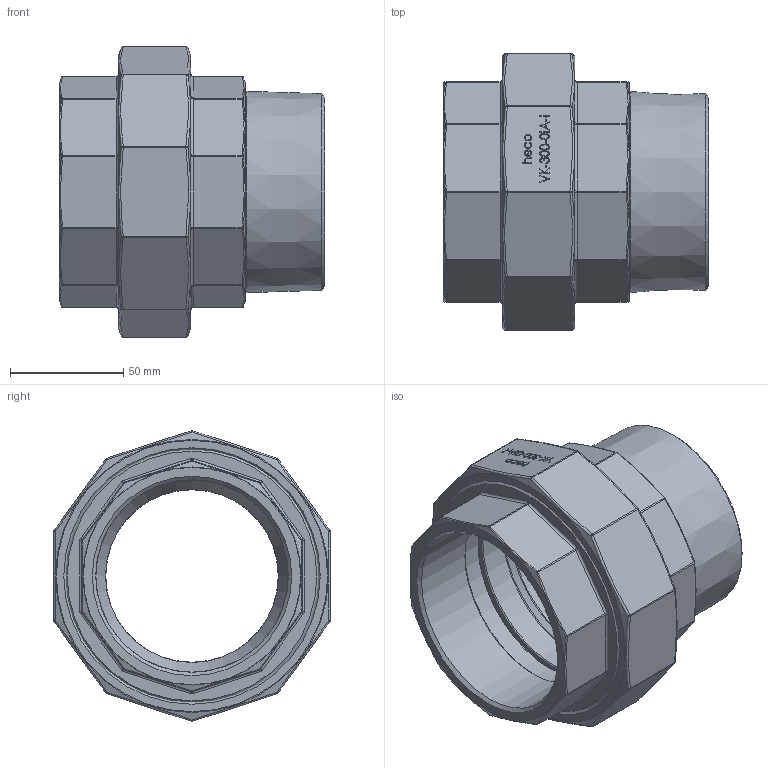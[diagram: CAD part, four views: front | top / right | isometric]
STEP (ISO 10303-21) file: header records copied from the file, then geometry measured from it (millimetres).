
FILE_DESCRIPTION (( 'STEP AP214' ), '1' );
FILE_NAME ('VK-300-0IA-I Verschraubung konisch 2202.STEP', '2022-02-11T11:07:11', ( '' ), ( '' ), 'SwSTEP 2.0', 'SolidWorks 2019', '' );
FILE_SCHEMA (( 'AUTOMOTIVE_DESIGN' ));
Length unit declared in the file: millimetre
Products named in the file (1): VK-300-0IA-I Verschraubung konisch 2202
Bounding box: 117 x 122 x 128.18 mm (x, y, z)
Volume: 350272.1 mm3; surface area: 112606.6 mm2
Topology: 3 solids, 3 shells, 415 faces, 987 edges, 599 vertices
Faces by surface type: plane 140, bspline 136, cylinder 60, torus 44, sphere 20, cone 15
Full cylindrical faces by diameter (mm): 76 x1, 84.92 x1, 85 x1, 88.5 x2, 104 x1, 105 x1, 109 x1, 110.07 x1, 113.03 x1
Entity records: 22204 total; most frequent: CARTESIAN_POINT 9219, ORIENTED_EDGE 1824, DIRECTION 1449, EDGE_CURVE 912, VERTEX_POINT 581, AXIS2_PLACEMENT_3D 539, EDGE_LOOP 499, FACE_OUTER_BOUND 449
